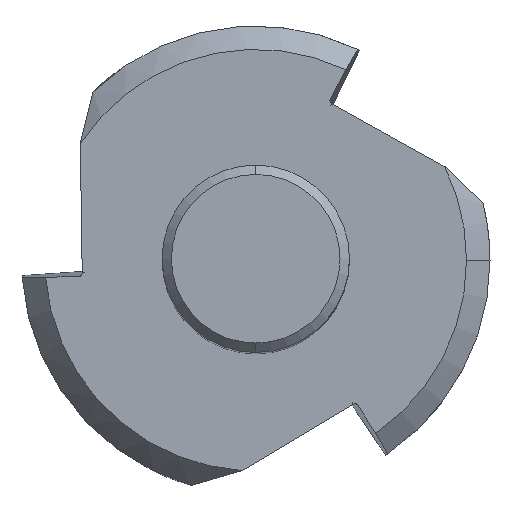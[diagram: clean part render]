
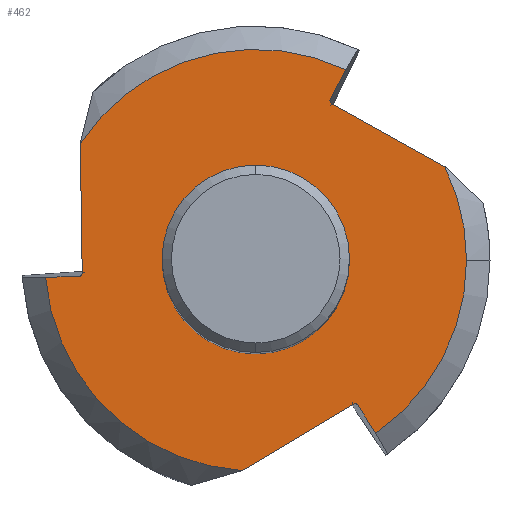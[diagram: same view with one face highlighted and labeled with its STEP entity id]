
A CAD part, top view. The second image highlights one B-rep face of the part: STEP entity #462.
In plain terms, the highlighted planar face has unit normal (0, 0, 1).
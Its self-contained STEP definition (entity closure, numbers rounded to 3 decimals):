
#402=EDGE_CURVE('',#756,#624,#1159,.T.);
#414=EDGE_CURVE('',#534,#684,#1172,.T.);
#418=VERTEX_POINT('',#1177);
#424=EDGE_CURVE('',#596,#768,#1183,.T.);
#442=VERTEX_POINT('',#1204);
#462=ADVANCED_FACE('',(#1226,#1227),#1228,.T.);
#534=VERTEX_POINT('',#1304);
#546=VERTEX_POINT('',#1317);
#550=EDGE_CURVE('',#1070,#418,#1321,.T.);
#558=VERTEX_POINT('',#1329);
#574=VERTEX_POINT('',#1348);
#592=EDGE_CURVE('',#1070,#558,#1368,.T.);
#596=VERTEX_POINT('',#1372);
#608=EDGE_CURVE('',#546,#898,#1387,.T.);
#624=VERTEX_POINT('',#1404);
#664=EDGE_CURVE('',#898,#546,#1447,.T.);
#674=EDGE_CURVE('',#558,#768,#1457,.T.);
#684=VERTEX_POINT('',#1467);
#702=EDGE_CURVE('',#794,#596,#1487,.T.);
#756=VERTEX_POINT('',#1545);
#768=VERTEX_POINT('',#1557);
#794=VERTEX_POINT('',#1585);
#846=EDGE_CURVE('',#574,#624,#1642,.T.);
#864=VERTEX_POINT('',#1662);
#868=EDGE_CURVE('',#864,#684,#1667,.T.);
#898=VERTEX_POINT('',#1704);
#900=EDGE_CURVE('',#864,#794,#1706,.T.);
#1016=EDGE_CURVE('',#442,#534,#1831,.T.);
#1064=EDGE_CURVE('',#574,#442,#1884,.T.);
#1070=VERTEX_POINT('',#1890);
#1132=EDGE_CURVE('',#418,#756,#1954,.T.);
#1159=LINE('',#1975,#1976);
#1172=LINE('',#1995,#1996);
#1177=CARTESIAN_POINT('',(4.856,10.029,-52.94));
#1183=LINE('',#2019,#2020);
#1204=CARTESIAN_POINT('',(-11.113,-0.809,-52.94));
#1226=FACE_BOUND('',#2076,.T.);
#1227=FACE_OUTER_BOUND('',#2077,.T.);
#1228=PLANE('',#2078);
#1304=CARTESIAN_POINT('',(-11.353,-1.028,-52.94));
#1317=CARTESIAN_POINT('',(1.68,0.,-52.94));
#1321=LINE('',#2274,#2275);
#1329=CARTESIAN_POINT('',(13.5,0.,-52.94));
#1348=CARTESIAN_POINT('',(-11.235,7.485,-52.94));
#1368=CIRCLE('',#2342,13.5);
#1372=CARTESIAN_POINT('',(6.566,-9.318,-52.94));
#1387=CIRCLE('',#2374,1.68);
#1404=CARTESIAN_POINT('',(5.774,12.203,-52.94));
#1447=CIRCLE('',#2525,1.68);
#1457=CIRCLE('',#2586,13.5);
#1467=CARTESIAN_POINT('',(-13.455,-1.101,-52.94));
#1487=ELLIPSE('',#2666,0.243,0.21);
#1545=CARTESIAN_POINT('',(4.786,10.346,-52.94));
#1557=CARTESIAN_POINT('',(7.681,-11.102,-52.94));
#1585=CARTESIAN_POINT('',(6.258,-9.22,-52.94));
#1642=CIRCLE('',#3004,13.5);
#1662=CARTESIAN_POINT('',(-0.864,-13.472,-52.94));
#1667=CIRCLE('',#3046,13.5);
#1704=CARTESIAN_POINT('',(-1.68,0.0,-52.94));
#1706=LINE('',#3122,#3123);
#1831=ELLIPSE('',#3456,0.243,0.21);
#1884=LINE('',#3551,#3552);
#1890=CARTESIAN_POINT('',(12.099,5.988,-52.94));
#1954=ELLIPSE('',#3797,0.243,0.21);
#1975=CARTESIAN_POINT('',(-1.228,-0.965,-52.94));
#1976=VECTOR('',#3808,1.0);
#1995=CARTESIAN_POINT('',(-4.122,-0.775,-52.94));
#1996=VECTOR('',#3823,1.0);
#2019=CARTESIAN_POINT('',(-0.343,1.74,-52.94));
#2020=VECTOR('',#3843,1.0);
#2076=EDGE_LOOP('',(#3907,#3908));
#2077=EDGE_LOOP('',(#3909,#3910,#3911,#3912,#3913,#3914,#3915,#3916,#3917,#3918,#3919,#3920,#3921));
#2078=AXIS2_PLACEMENT_3D('',#3922,#3923,#3924);
#2274=CARTESIAN_POINT('',(28.703,-3.275,-52.94));
#2275=VECTOR('',#4005,1.0);
#2342=AXIS2_PLACEMENT_3D('',#4055,#4056,#4057);
#2374=AXIS2_PLACEMENT_3D('',#4095,#4096,#4097);
#2525=AXIS2_PLACEMENT_3D('',#4156,#4157,#4158);
#2586=AXIS2_PLACEMENT_3D('',#4159,#4160,#4161);
#2666=AXIS2_PLACEMENT_3D('',#4194,#4195,#4196);
#3004=AXIS2_PLACEMENT_3D('',#4355,#4356,#4357);
#3046=AXIS2_PLACEMENT_3D('',#4386,#4387,#4388);
#3122=CARTESIAN_POINT('',(-22.831,-26.589,-52.94));
#3123=VECTOR('',#4456,1.0);
#3456=AXIS2_PLACEMENT_3D('',#4581,#4582,#4583);
#3551=CARTESIAN_POINT('',(-11.564,29.865,-52.94));
#3552=VECTOR('',#4647,1.0);
#3797=AXIS2_PLACEMENT_3D('',#4682,#4683,#4684);
#3808=DIRECTION('',(0.469,0.883,-0.0));
#3823=DIRECTION('',(-0.999,-0.035,0.0));
#3843=DIRECTION('',(0.53,-0.848,0.0));
#3907=ORIENTED_EDGE('',*,*,#664,.T.);
#3908=ORIENTED_EDGE('',*,*,#608,.T.);
#3909=ORIENTED_EDGE('',*,*,#900,.T.);
#3910=ORIENTED_EDGE('',*,*,#702,.T.);
#3911=ORIENTED_EDGE('',*,*,#424,.T.);
#3912=ORIENTED_EDGE('',*,*,#674,.F.);
#3913=ORIENTED_EDGE('',*,*,#592,.F.);
#3914=ORIENTED_EDGE('',*,*,#550,.T.);
#3915=ORIENTED_EDGE('',*,*,#1132,.T.);
#3916=ORIENTED_EDGE('',*,*,#402,.T.);
#3917=ORIENTED_EDGE('',*,*,#846,.F.);
#3918=ORIENTED_EDGE('',*,*,#1064,.T.);
#3919=ORIENTED_EDGE('',*,*,#1016,.T.);
#3920=ORIENTED_EDGE('',*,*,#414,.T.);
#3921=ORIENTED_EDGE('',*,*,#868,.F.);
#3922=CARTESIAN_POINT('',(-7.59,0.0,-52.94));
#3923=DIRECTION('',(0.0,0.0,1.0));
#3924=DIRECTION('',(1.0,0.0,0.0));
#4005=DIRECTION('',(-0.873,0.487,0.0));
#4055=CARTESIAN_POINT('',(0.0,0.0,-52.94));
#4056=DIRECTION('',(0.0,0.0,-1.0));
#4057=DIRECTION('',(-1.0,0.0,0.0));
#4095=CARTESIAN_POINT('',(0.0,0.0,-52.94));
#4096=DIRECTION('',(0.0,0.0,-1.0));
#4097=DIRECTION('',(-1.0,0.0,0.0));
#4156=CARTESIAN_POINT('',(0.0,0.0,-52.94));
#4157=DIRECTION('',(0.0,0.0,-1.0));
#4158=DIRECTION('',(-1.0,0.0,0.0));
#4159=CARTESIAN_POINT('',(0.0,0.0,-52.94));
#4160=DIRECTION('',(0.0,0.0,-1.0));
#4161=DIRECTION('',(-1.0,0.0,0.0));
#4194=CARTESIAN_POINT('',(6.386,-9.425,-52.94));
#4195=DIRECTION('',(0.0,-0.0,-1.0));
#4196=DIRECTION('',(0.58,-0.815,0.0));
#4355=CARTESIAN_POINT('',(0.0,0.0,-52.94));
#4356=DIRECTION('',(0.0,0.0,-1.0));
#4357=DIRECTION('',(-1.0,0.0,0.0));
#4386=CARTESIAN_POINT('',(0.0,0.0,-52.94));
#4387=DIRECTION('',(0.0,0.0,-1.0));
#4388=DIRECTION('',(-1.0,0.0,0.0));
#4456=DIRECTION('',(0.859,0.513,-0.0));
#4581=CARTESIAN_POINT('',(-11.356,-0.818,-52.94));
#4582=DIRECTION('',(-0.0,0.0,-1.0));
#4583=DIRECTION('',(-0.995,-0.095,0.0));
#4647=DIRECTION('',(0.015,-1.,0.0));
#4682=CARTESIAN_POINT('',(4.97,10.243,-52.94));
#4683=DIRECTION('',(0.0,0.0,-1.0));
#4684=DIRECTION('',(0.415,0.91,0.0));
